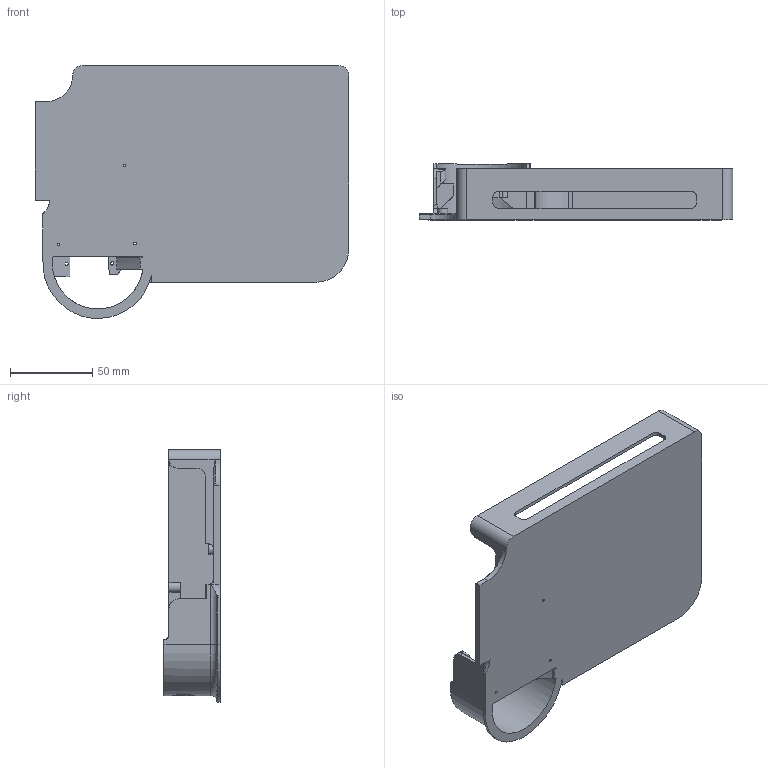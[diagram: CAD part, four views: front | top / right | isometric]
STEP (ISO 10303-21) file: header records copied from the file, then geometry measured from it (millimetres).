
FILE_DESCRIPTION(/* description */ (''),/* implementation_level */ '2;1');
FILE_NAME(/* name */ 'Base del brazo y circuito part1.step',/* time_stamp */ '2024-10-28T16:28:08-03:00',/* author */ (''),/* organization */ (''),/* preprocessor_version */ 'ST-DEVELOPER v20',/* originating_system */ 'Autodesk Translation Framework v13.20.0.188',/* authorisation */ '');
FILE_SCHEMA (('AUTOMOTIVE_DESIGN { 1 0 10303 214 3 1 1 }'));
Length unit declared in the file: millimetre
Products named in the file (1): FusionComponent
Bounding box: 190.44 x 34.05 x 153.63 mm (x, y, z)
Volume: 131382.8 mm3; surface area: 84842.9 mm2
Topology: 1 solids, 1 shells, 825 faces, 2326 edges, 1548 vertices
Faces by surface type: bspline 419, plane 334, cylinder 69, cone 2, torus 1
Full cylindrical faces by diameter (mm): 1.5 x3, 2 x2, 2.96 x1, 3 x8, 6 x7
Entity records: 32672 total; most frequent: CARTESIAN_POINT 13939, ORIENTED_EDGE 4654, DIRECTION 2488, EDGE_CURVE 2327, VERTEX_POINT 1548, LINE 1338, VECTOR 1338, EDGE_LOOP 896
